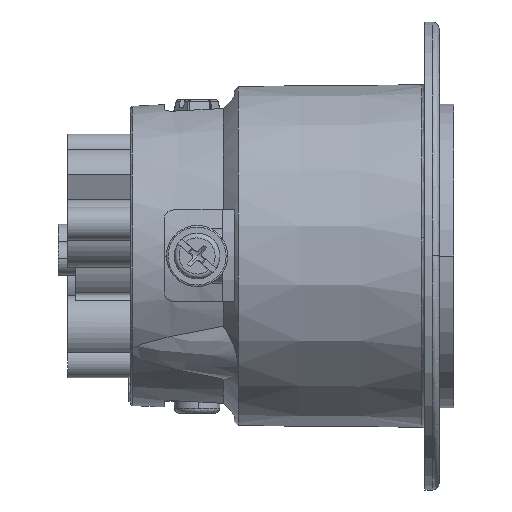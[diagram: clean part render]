
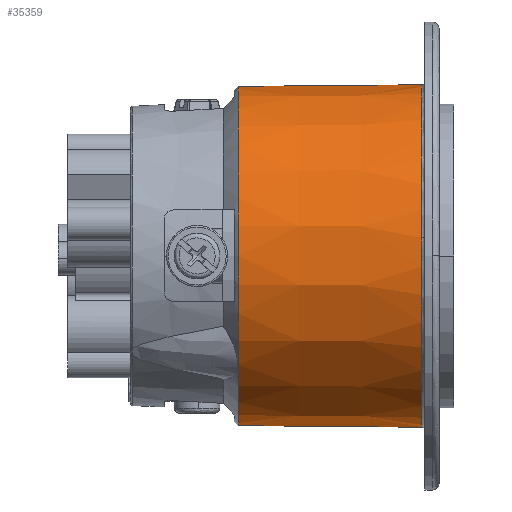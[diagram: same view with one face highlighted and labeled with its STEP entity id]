
A CAD part, front view. The second image highlights one B-rep face of the part: STEP entity #35359.
In plain terms, the highlighted conical face has half-angle 0.5 degrees and reference radius 27.901 mm.
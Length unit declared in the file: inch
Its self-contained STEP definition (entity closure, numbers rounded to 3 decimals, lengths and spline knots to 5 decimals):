
#879 = DIRECTION ( 'NONE',  ( 0., -0.737, -0.676 ) ) ;
#1203 = EDGE_CURVE ( 'NONE', #52955, #4583, #57049, .T. ) ;
#3650 = CARTESIAN_POINT ( 'NONE',  ( 23.61831, 34.06856, 50.56456 ) ) ;
#4151 = VERTEX_POINT ( 'NONE', #26667 ) ;
#4583 = VERTEX_POINT ( 'NONE', #3650 ) ;
#4707 = AXIS2_PLACEMENT_3D ( 'NONE', #58158, #26571, #17324 ) ;
#10458 = DIRECTION ( 'NONE',  ( 0., 0.002, 1. ) ) ;
#13120 = DIRECTION ( 'NONE',  ( 1., 0., 0.009 ) ) ;
#14435 = ORIENTED_EDGE ( 'NONE', *, *, #56746, .F. ) ;
#14827 = ORIENTED_EDGE ( 'NONE', *, *, #30078, .F. ) ;
#14941 = CARTESIAN_POINT ( 'NONE',  ( 22.42959, 34.07063, 51.67338 ) ) ;
#15044 = DIRECTION ( 'NONE',  ( 1., 0., -0.009 ) ) ;
#17324 = DIRECTION ( 'NONE',  ( 0., -0.737, -0.676 ) ) ;
#17343 = VERTEX_POINT ( 'NONE', #45101 ) ;
#17917 = EDGE_LOOP ( 'NONE', ( #55667, #21030, #36357, #14435, #14827 ) ) ;
#19374 = CARTESIAN_POINT ( 'NONE',  ( 23.61831, 34.07063, 51.67338 ) ) ;
#21030 = ORIENTED_EDGE ( 'NONE', *, *, #36566, .T. ) ;
#26571 = DIRECTION ( 'NONE',  ( 1., 0., 0. ) ) ;
#26667 = CARTESIAN_POINT ( 'NONE',  ( 22.42959, 34.06858, 50.57493 ) ) ;
#28410 = CARTESIAN_POINT ( 'NONE',  ( 23.61831, 32.96799, 51.79036 ) ) ;
#29059 = CIRCLE ( 'NONE', #53765, 1.09845 ) ;
#30078 = EDGE_CURVE ( 'NONE', #51285, #17343, #58153, .T. ) ;
#31029 = CARTESIAN_POINT ( 'NONE',  ( 22.42959, 34.07268, 52.77184 ) ) ;
#32351 = EDGE_CURVE ( 'NONE', #4151, #51285, #29059, .T. ) ;
#33797 = CARTESIAN_POINT ( 'NONE',  ( 22.42959, 34.07268, 52.77184 ) ) ;
#35359 = ADVANCED_FACE ( 'NONE', ( #55768 ), #46166, .T. ) ;
#36357 = ORIENTED_EDGE ( 'NONE', *, *, #1203, .F. ) ;
#36566 = EDGE_CURVE ( 'NONE', #4151, #4583, #55865, .T. ) ;
#39041 = DIRECTION ( 'NONE',  ( 0., -0.737, -0.676 ) ) ;
#41154 = DIRECTION ( 'NONE',  ( 1., 0., 0. ) ) ;
#45072 = VECTOR ( 'NONE', #13120, 39.37008 ) ;
#45101 = CARTESIAN_POINT ( 'NONE',  ( 23.61831, 34.0727, 52.78221 ) ) ;
#46166 = CONICAL_SURFACE ( 'NONE', #48102, 1.09845, 0.009 ) ;
#48102 = AXIS2_PLACEMENT_3D ( 'NONE', #14941, #56366, #10458 ) ;
#48536 = CARTESIAN_POINT ( 'NONE',  ( 22.42959, 34.07063, 51.67338 ) ) ;
#49114 = VECTOR ( 'NONE', #15044, 39.37008 ) ;
#51285 = VERTEX_POINT ( 'NONE', #33797 ) ;
#52955 = VERTEX_POINT ( 'NONE', #28410 ) ;
#53310 = DIRECTION ( 'NONE',  ( -1., 0., 0. ) ) ;
#53765 = AXIS2_PLACEMENT_3D ( 'NONE', #48536, #53310, #39041 ) ;
#54373 = CIRCLE ( 'NONE', #54415, 1.10883 ) ;
#54415 = AXIS2_PLACEMENT_3D ( 'NONE', #19374, #41154, #879 ) ;
#55577 = CARTESIAN_POINT ( 'NONE',  ( 22.42959, 34.06858, 50.57493 ) ) ;
#55667 = ORIENTED_EDGE ( 'NONE', *, *, #32351, .F. ) ;
#55768 = FACE_OUTER_BOUND ( 'NONE', #17917, .T. ) ;
#55865 = LINE ( 'NONE', #55577, #49114 ) ;
#56366 = DIRECTION ( 'NONE',  ( 1., 0., 0. ) ) ;
#56746 = EDGE_CURVE ( 'NONE', #17343, #52955, #54373, .T. ) ;
#57049 = CIRCLE ( 'NONE', #4707, 1.10883 ) ;
#58153 = LINE ( 'NONE', #31029, #45072 ) ;
#58158 = CARTESIAN_POINT ( 'NONE',  ( 23.61831, 34.07063, 51.67338 ) ) ;
